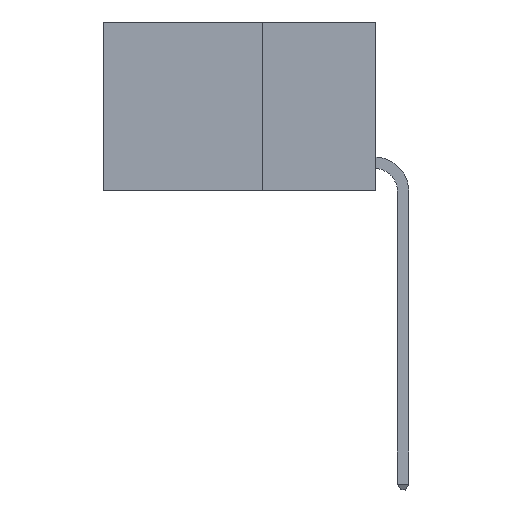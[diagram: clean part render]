
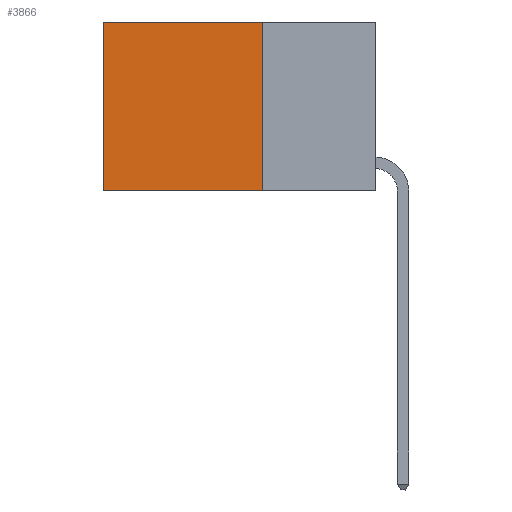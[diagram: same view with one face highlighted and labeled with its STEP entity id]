
A CAD part, left-side view. The second image highlights one B-rep face of the part: STEP entity #3866.
In plain terms, the highlighted planar face has unit normal (-1, 0, 0).
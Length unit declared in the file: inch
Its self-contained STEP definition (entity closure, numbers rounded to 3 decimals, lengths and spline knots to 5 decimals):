
#262 = ORIENTED_EDGE ( 'NONE', *, *, #7744, .F. ) ;
#346 = CARTESIAN_POINT ( 'NONE',  ( 0.2625, 0.6, -0.37 ) ) ;
#453 = PLANE ( 'NONE',  #3324 ) ;
#811 = ORIENTED_EDGE ( 'NONE', *, *, #1440, .F. ) ;
#1128 = LINE ( 'NONE', #3690, #7476 ) ;
#1354 = DIRECTION ( 'NONE',  ( 1., 0., 0. ) ) ;
#1440 = EDGE_CURVE ( 'NONE', #10046, #6292, #5400, .T. ) ;
#1795 = CARTESIAN_POINT ( 'NONE',  ( 0.2625, 0.25, -0.37 ) ) ;
#2199 = ORIENTED_EDGE ( 'NONE', *, *, #10788, .T. ) ;
#2227 = DIRECTION ( 'NONE',  ( 0., 0., -1. ) ) ;
#2319 = VECTOR ( 'NONE', #9404, 39.37008 ) ;
#2401 = CARTESIAN_POINT ( 'NONE',  ( 0.2625, 0.25, 0. ) ) ;
#3324 = AXIS2_PLACEMENT_3D ( 'NONE', #6502, #1354, #7394 ) ;
#3690 = CARTESIAN_POINT ( 'NONE',  ( 0.2625, 0.25, 0. ) ) ;
#3866 = ADVANCED_FACE ( 'NONE', ( #5939 ), #453, .F. ) ;
#4285 = ORIENTED_EDGE ( 'NONE', *, *, #8842, .T. ) ;
#5024 = CARTESIAN_POINT ( 'NONE',  ( 0.2625, 0.6, 0. ) ) ;
#5112 = VECTOR ( 'NONE', #2227, 39.37008 ) ;
#5400 = LINE ( 'NONE', #7373, #5112 ) ;
#5939 = FACE_OUTER_BOUND ( 'NONE', #10414, .T. ) ;
#6071 = DIRECTION ( 'NONE',  ( 0., 0., -1. ) ) ;
#6181 = CARTESIAN_POINT ( 'NONE',  ( 0.2625, 0.6, 0. ) ) ;
#6274 = DIRECTION ( 'NONE',  ( 0., 1., 0. ) ) ;
#6292 = VERTEX_POINT ( 'NONE', #6316 ) ;
#6316 = CARTESIAN_POINT ( 'NONE',  ( 0.2625, 0.25, -0.37 ) ) ;
#6502 = CARTESIAN_POINT ( 'NONE',  ( 0.2625, 0.25, 0. ) ) ;
#6880 = LINE ( 'NONE', #1795, #2319 ) ;
#6921 = VERTEX_POINT ( 'NONE', #5024 ) ;
#7373 = CARTESIAN_POINT ( 'NONE',  ( 0.2625, 0.25, 0. ) ) ;
#7394 = DIRECTION ( 'NONE',  ( 0., 0., -1. ) ) ;
#7476 = VECTOR ( 'NONE', #6274, 39.37008 ) ;
#7744 = EDGE_CURVE ( 'NONE', #6292, #7992, #6880, .T. ) ;
#7785 = LINE ( 'NONE', #6181, #9666 ) ;
#7992 = VERTEX_POINT ( 'NONE', #346 ) ;
#8842 = EDGE_CURVE ( 'NONE', #6921, #7992, #7785, .T. ) ;
#9404 = DIRECTION ( 'NONE',  ( 0., 1., 0. ) ) ;
#9666 = VECTOR ( 'NONE', #6071, 39.37008 ) ;
#10046 = VERTEX_POINT ( 'NONE', #2401 ) ;
#10414 = EDGE_LOOP ( 'NONE', ( #4285, #262, #811, #2199 ) ) ;
#10788 = EDGE_CURVE ( 'NONE', #10046, #6921, #1128, .T. ) ;
